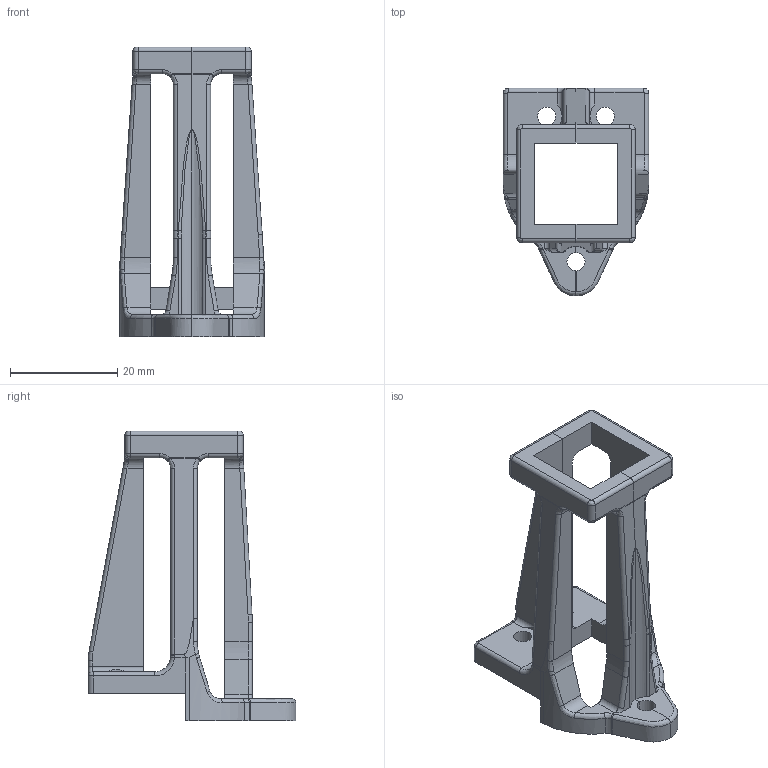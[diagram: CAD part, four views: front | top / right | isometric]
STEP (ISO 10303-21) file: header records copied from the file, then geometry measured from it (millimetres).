
FILE_DESCRIPTION(/* description */ (''),/* implementation_level */ '2;1');
FILE_NAME(/* name */ 'Aluminum Tube Holder.stp',/* time_stamp */ '2024-08-09T23:23:04-06:00',/* author */ ('PC'),/* organization */ (''),/* preprocessor_version */ 'ST-DEVELOPER v20',/* originating_system */ 'Autodesk Inventor 2025',/* authorisation */ '');
FILE_SCHEMA (('AUTOMOTIVE_DESIGN { 1 0 10303 214 3 1 1 }'));
Length unit declared in the file: millimetre
Products named in the file (5): Aluminum Tube Holder; Aluminum Tube Holder Left; Aluminum Tube Holder Right; Alignment insert 1; Alignment Insert 2
Assembly tree (4 placements, depth 2):
  Aluminum Tube Holder
    Aluminum Tube Holder Left
    Aluminum Tube Holder Right
    Alignment insert 1
    Alignment Insert 2
Bounding box: 27.16 x 38.8 x 54.16 mm (x, y, z)
Volume: 8625.1 mm3; surface area: 8033.4 mm2
Topology: 4 solids, 4 shells, 328 faces, 828 edges, 502 vertices
Faces by surface type: cylinder 124, plane 102, bspline 74, torus 28
Full cylindrical faces by diameter (mm): 3.4 x2
Entity records: 12117 total; most frequent: CARTESIAN_POINT 4143, DIRECTION 1648, ORIENTED_EDGE 1640, EDGE_CURVE 820, AXIS2_PLACEMENT_3D 629, VERTEX_POINT 502, LINE 390, VECTOR 390
